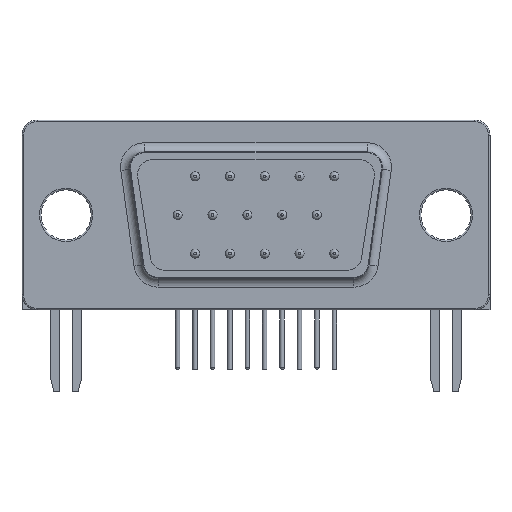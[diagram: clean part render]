
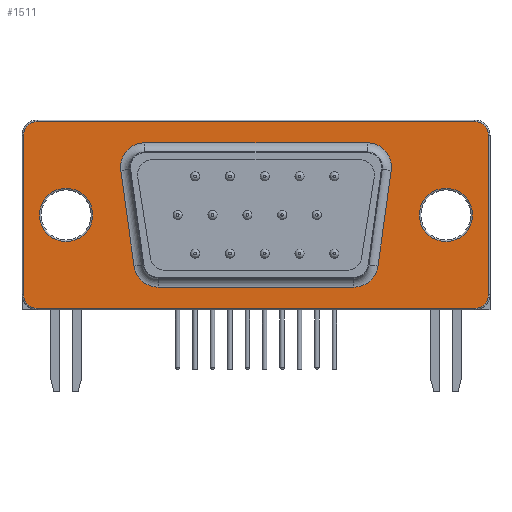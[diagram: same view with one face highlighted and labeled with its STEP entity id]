
A CAD part, front view. The second image highlights one B-rep face of the part: STEP entity #1511.
In plain terms, the highlighted planar face has unit normal (0, -1, 0).
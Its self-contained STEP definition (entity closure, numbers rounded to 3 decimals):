
#937 = VERTEX_POINT('',#938);
#938 = CARTESIAN_POINT('',(-4.89,-7.29,9.181));
#947 = VERTEX_POINT('',#948);
#948 = CARTESIAN_POINT('',(-3.305,-7.29,11.));
#955 = EDGE_CURVE('',#937,#947,#956,.T.);
#956 = CIRCLE('',#957,1.6);
#957 = AXIS2_PLACEMENT_3D('',#958,#959,#960);
#958 = CARTESIAN_POINT('',(-3.305,-7.29,9.4));
#959 = DIRECTION('',(0.,1.,0.));
#960 = DIRECTION('',(-0.991,0.,-0.137
));
#971 = EDGE_CURVE('',#947,#972,#974,.T.);
#972 = VERTEX_POINT('',#973);
#973 = CARTESIAN_POINT('',(11.32,-7.29,11.));
#974 = LINE('',#975,#976);
#975 = CARTESIAN_POINT('',(-3.305,-7.29,11.));
#976 = VECTOR('',#977,1.);
#977 = DIRECTION('',(1.,0.,0.));
#996 = VERTEX_POINT('',#997);
#997 = CARTESIAN_POINT('',(-4.021,-7.29,2.881));
#1004 = EDGE_CURVE('',#996,#937,#1005,.T.);
#1005 = LINE('',#1006,#1007);
#1006 = CARTESIAN_POINT('',(-4.021,-7.29,2.881));
#1007 = VECTOR('',#1008,1.);
#1008 = DIRECTION('',(-0.137,0.,0.991
));
#1023 = VERTEX_POINT('',#1024);
#1024 = CARTESIAN_POINT('',(12.905,-7.29,9.181));
#1031 = EDGE_CURVE('',#972,#1023,#1032,.T.);
#1032 = CIRCLE('',#1033,1.6);
#1033 = AXIS2_PLACEMENT_3D('',#1034,#1035,#1036);
#1034 = CARTESIAN_POINT('',(11.32,-7.29,9.4));
#1035 = DIRECTION('',(0.,1.,0.));
#1036 = DIRECTION('',(0.,0.,1.));
#1047 = VERTEX_POINT('',#1048);
#1048 = CARTESIAN_POINT('',(-2.436,-7.29,1.5));
#1057 = EDGE_CURVE('',#1047,#996,#1058,.T.);
#1058 = CIRCLE('',#1059,1.6);
#1059 = AXIS2_PLACEMENT_3D('',#1060,#1061,#1062);
#1060 = CARTESIAN_POINT('',(-2.436,-7.29,3.1));
#1061 = DIRECTION('',(0.,1.,0.));
#1062 = DIRECTION('',(0.,0.,-1.));
#1073 = EDGE_CURVE('',#1023,#1074,#1076,.T.);
#1074 = VERTEX_POINT('',#1075);
#1075 = CARTESIAN_POINT('',(12.036,-7.29,2.881));
#1076 = LINE('',#1077,#1078);
#1077 = CARTESIAN_POINT('',(12.905,-7.29,9.181));
#1078 = VECTOR('',#1079,1.);
#1079 = DIRECTION('',(-0.137,0.,
-0.991));
#1098 = VERTEX_POINT('',#1099);
#1099 = CARTESIAN_POINT('',(10.451,-7.29,1.5));
#1106 = EDGE_CURVE('',#1098,#1047,#1107,.T.);
#1107 = LINE('',#1108,#1109);
#1108 = CARTESIAN_POINT('',(10.451,-7.29,1.5));
#1109 = VECTOR('',#1110,1.);
#1110 = DIRECTION('',(-1.,0.,0.));
#1125 = EDGE_CURVE('',#1074,#1098,#1126,.T.);
#1126 = CIRCLE('',#1127,1.6);
#1127 = AXIS2_PLACEMENT_3D('',#1128,#1129,#1130);
#1128 = CARTESIAN_POINT('',(10.451,-7.29,3.1));
#1129 = DIRECTION('',(0.,1.,0.));
#1130 = DIRECTION('',(0.991,0.,-0.137
));
#1511 = ADVANCED_FACE('',(#1512,#1522,#1592,#1603),#1614,.T.);
#1512 = FACE_BOUND('',#1513,.T.);
#1513 = EDGE_LOOP('',(#1514,#1515,#1516,#1517,#1518,#1519,#1520,#1521));
#1514 = ORIENTED_EDGE('',*,*,#1031,.T.);
#1515 = ORIENTED_EDGE('',*,*,#1073,.T.);
#1516 = ORIENTED_EDGE('',*,*,#1125,.T.);
#1517 = ORIENTED_EDGE('',*,*,#1106,.T.);
#1518 = ORIENTED_EDGE('',*,*,#1057,.T.);
#1519 = ORIENTED_EDGE('',*,*,#1004,.T.);
#1520 = ORIENTED_EDGE('',*,*,#955,.T.);
#1521 = ORIENTED_EDGE('',*,*,#971,.T.);
#1522 = FACE_BOUND('',#1523,.T.);
#1523 = EDGE_LOOP('',(#1524,#1535,#1543,#1552,#1560,#1569,#1577,#1586));
#1524 = ORIENTED_EDGE('',*,*,#1525,.T.);
#1525 = EDGE_CURVE('',#1526,#1528,#1530,.T.);
#1526 = VERTEX_POINT('',#1527);
#1527 = CARTESIAN_POINT('',(-10.393,-7.29,12.4));
#1528 = VERTEX_POINT('',#1529);
#1529 = CARTESIAN_POINT('',(-11.293,-7.29,11.5));
#1530 = CIRCLE('',#1531,0.9);
#1531 = AXIS2_PLACEMENT_3D('',#1532,#1533,#1534);
#1532 = CARTESIAN_POINT('',(-10.393,-7.29,11.5));
#1533 = DIRECTION('',(0.,-1.,0.));
#1534 = DIRECTION('',(0.,0.,1.));
#1535 = ORIENTED_EDGE('',*,*,#1536,.T.);
#1536 = EDGE_CURVE('',#1528,#1537,#1539,.T.);
#1537 = VERTEX_POINT('',#1538);
#1538 = CARTESIAN_POINT('',(-11.293,-7.29,1.));
#1539 = LINE('',#1540,#1541);
#1540 = CARTESIAN_POINT('',(-11.293,-7.29,11.5));
#1541 = VECTOR('',#1542,1.);
#1542 = DIRECTION('',(0.,0.,-1.));
#1543 = ORIENTED_EDGE('',*,*,#1544,.T.);
#1544 = EDGE_CURVE('',#1537,#1545,#1547,.T.);
#1545 = VERTEX_POINT('',#1546);
#1546 = CARTESIAN_POINT('',(-10.393,-7.29,0.1));
#1547 = CIRCLE('',#1548,0.9);
#1548 = AXIS2_PLACEMENT_3D('',#1549,#1550,#1551);
#1549 = CARTESIAN_POINT('',(-10.393,-7.29,1.));
#1550 = DIRECTION('',(0.,-1.,0.));
#1551 = DIRECTION('',(-1.,0.,0.));
#1552 = ORIENTED_EDGE('',*,*,#1553,.T.);
#1553 = EDGE_CURVE('',#1545,#1554,#1556,.T.);
#1554 = VERTEX_POINT('',#1555);
#1555 = CARTESIAN_POINT('',(18.408,-7.29,0.1));
#1556 = LINE('',#1557,#1558);
#1557 = CARTESIAN_POINT('',(-10.393,-7.29,0.1));
#1558 = VECTOR('',#1559,1.);
#1559 = DIRECTION('',(1.,0.,0.));
#1560 = ORIENTED_EDGE('',*,*,#1561,.T.);
#1561 = EDGE_CURVE('',#1554,#1562,#1564,.T.);
#1562 = VERTEX_POINT('',#1563);
#1563 = CARTESIAN_POINT('',(19.308,-7.29,1.));
#1564 = CIRCLE('',#1565,0.9);
#1565 = AXIS2_PLACEMENT_3D('',#1566,#1567,#1568);
#1566 = CARTESIAN_POINT('',(18.408,-7.29,1.));
#1567 = DIRECTION('',(0.,-1.,0.));
#1568 = DIRECTION('',(0.,0.,-1.));
#1569 = ORIENTED_EDGE('',*,*,#1570,.T.);
#1570 = EDGE_CURVE('',#1562,#1571,#1573,.T.);
#1571 = VERTEX_POINT('',#1572);
#1572 = CARTESIAN_POINT('',(19.308,-7.29,11.5));
#1573 = LINE('',#1574,#1575);
#1574 = CARTESIAN_POINT('',(19.308,-7.29,1.));
#1575 = VECTOR('',#1576,1.);
#1576 = DIRECTION('',(0.,0.,1.));
#1577 = ORIENTED_EDGE('',*,*,#1578,.T.);
#1578 = EDGE_CURVE('',#1571,#1579,#1581,.T.);
#1579 = VERTEX_POINT('',#1580);
#1580 = CARTESIAN_POINT('',(18.408,-7.29,12.4));
#1581 = CIRCLE('',#1582,0.9);
#1582 = AXIS2_PLACEMENT_3D('',#1583,#1584,#1585);
#1583 = CARTESIAN_POINT('',(18.408,-7.29,11.5));
#1584 = DIRECTION('',(0.,-1.,0.));
#1585 = DIRECTION('',(1.,0.,0.));
#1586 = ORIENTED_EDGE('',*,*,#1587,.T.);
#1587 = EDGE_CURVE('',#1579,#1526,#1588,.T.);
#1588 = LINE('',#1589,#1590);
#1589 = CARTESIAN_POINT('',(18.408,-7.29,12.4));
#1590 = VECTOR('',#1591,1.);
#1591 = DIRECTION('',(-1.,0.,0.));
#1592 = FACE_BOUND('',#1593,.T.);
#1593 = EDGE_LOOP('',(#1594));
#1594 = ORIENTED_EDGE('',*,*,#1595,.F.);
#1595 = EDGE_CURVE('',#1596,#1596,#1598,.T.);
#1596 = VERTEX_POINT('',#1597);
#1597 = CARTESIAN_POINT('',(18.258,-7.29,6.25));
#1598 = CIRCLE('',#1599,1.75);
#1599 = AXIS2_PLACEMENT_3D('',#1600,#1601,#1602);
#1600 = CARTESIAN_POINT('',(16.508,-7.29,6.25));
#1601 = DIRECTION('',(0.,-1.,0.));
#1602 = DIRECTION('',(1.,0.,0.));
#1603 = FACE_BOUND('',#1604,.T.);
#1604 = EDGE_LOOP('',(#1605));
#1605 = ORIENTED_EDGE('',*,*,#1606,.F.);
#1606 = EDGE_CURVE('',#1607,#1607,#1609,.T.);
#1607 = VERTEX_POINT('',#1608);
#1608 = CARTESIAN_POINT('',(-6.743,-7.29,6.25));
#1609 = CIRCLE('',#1610,1.75);
#1610 = AXIS2_PLACEMENT_3D('',#1611,#1612,#1613);
#1611 = CARTESIAN_POINT('',(-8.493,-7.29,6.25));
#1612 = DIRECTION('',(0.,-1.,0.));
#1613 = DIRECTION('',(1.,0.,0.));
#1614 = PLANE('',#1615);
#1615 = AXIS2_PLACEMENT_3D('',#1616,#1617,#1618);
#1616 = CARTESIAN_POINT('',(4.008,-7.29,6.25));
#1617 = DIRECTION('',(0.,-1.,0.));
#1618 = DIRECTION('',(1.,0.,0.));
